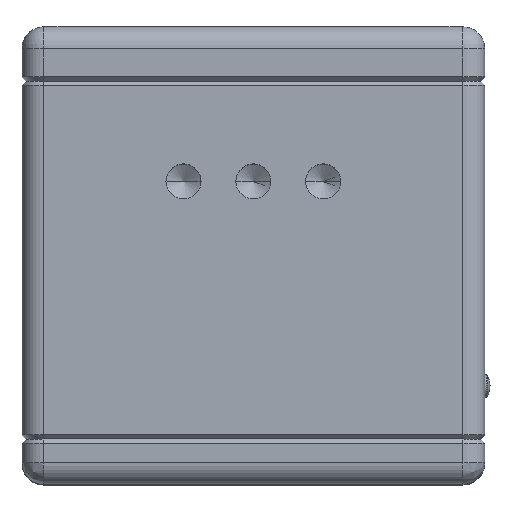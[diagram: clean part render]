
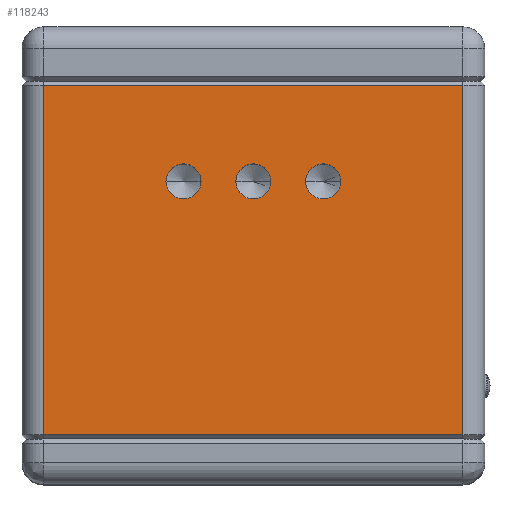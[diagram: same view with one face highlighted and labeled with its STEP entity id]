
A CAD part, top view. The second image highlights one B-rep face of the part: STEP entity #118243.
In plain terms, the highlighted face is planar.
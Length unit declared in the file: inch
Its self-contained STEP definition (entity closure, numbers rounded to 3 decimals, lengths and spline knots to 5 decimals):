
#1552 = AXIS2_PLACEMENT_3D ( 'NONE', #67182, #38287, #109076 ) ;
#3137 = VERTEX_POINT ( 'NONE', #130079 ) ;
#3280 = EDGE_CURVE ( 'NONE', #108237, #45608, #93482, .T. ) ;
#5935 = EDGE_LOOP ( 'NONE', ( #70306, #78182, #44874, #116782 ) ) ;
#7042 = FACE_BOUND ( 'NONE', #28153, .T. ) ;
#8298 = EDGE_CURVE ( 'NONE', #117796, #31124, #74752, .T. ) ;
#8643 = CARTESIAN_POINT ( 'NONE',  ( 2.525, 0.025, -2.4 ) ) ;
#10436 = AXIS2_PLACEMENT_3D ( 'NONE', #103750, #90721, #30303 ) ;
#10785 = CARTESIAN_POINT ( 'NONE',  ( 0.125, 2.05, -2.4 ) ) ;
#14688 = ORIENTED_EDGE ( 'NONE', *, *, #50894, .T. ) ;
#15061 = CARTESIAN_POINT ( 'NONE',  ( 1.0255, 0.575, -2.4 ) ) ;
#16010 = ORIENTED_EDGE ( 'NONE', *, *, #24938, .T. ) ;
#17765 = VERTEX_POINT ( 'NONE', #68127 ) ;
#21797 = DIRECTION ( 'NONE',  ( 0., -1., 0. ) ) ;
#21953 = AXIS2_PLACEMENT_3D ( 'NONE', #132211, #59980, #29798 ) ;
#23022 = CARTESIAN_POINT ( 'NONE',  ( 1.325, 0.575, -2.4 ) ) ;
#24236 = DIRECTION ( 'NONE',  ( 0., 0., 1. ) ) ;
#24776 = DIRECTION ( 'NONE',  ( 0., 0., 1. ) ) ;
#24938 = EDGE_CURVE ( 'NONE', #31124, #117796, #73685, .T. ) ;
#25488 = CARTESIAN_POINT ( 'NONE',  ( 1.2245, 0.575, -2.4 ) ) ;
#28153 = EDGE_LOOP ( 'NONE', ( #14688, #113669 ) ) ;
#28356 = EDGE_CURVE ( 'NONE', #45608, #35979, #62554, .T. ) ;
#28904 = AXIS2_PLACEMENT_3D ( 'NONE', #99752, #132787, #89424 ) ;
#29798 = DIRECTION ( 'NONE',  ( -1., 0., 0. ) ) ;
#30303 = DIRECTION ( 'NONE',  ( -1., 0., 0. ) ) ;
#31124 = VERTEX_POINT ( 'NONE', #25488 ) ;
#31255 = DIRECTION ( 'NONE',  ( -1., 0., 0. ) ) ;
#31909 = CARTESIAN_POINT ( 'NONE',  ( 1.6245, 0.575, -2.4 ) ) ;
#32520 = VECTOR ( 'NONE', #61209, 39.37008 ) ;
#35655 = CARTESIAN_POINT ( 'NONE',  ( 1.325, 0.575, -2.4 ) ) ;
#35979 = VERTEX_POINT ( 'NONE', #52114 ) ;
#38287 = DIRECTION ( 'NONE',  ( 0., 0., 1. ) ) ;
#38536 = FACE_BOUND ( 'NONE', #50799, .T. ) ;
#39575 = AXIS2_PLACEMENT_3D ( 'NONE', #23022, #125343, #31255 ) ;
#41927 = EDGE_CURVE ( 'NONE', #112885, #3137, #105214, .T. ) ;
#43204 = CARTESIAN_POINT ( 'NONE',  ( 0.125, 0.025, -2.4 ) ) ;
#44055 = CARTESIAN_POINT ( 'NONE',  ( 1.725, 0.575, -2.4 ) ) ;
#44874 = ORIENTED_EDGE ( 'NONE', *, *, #28356, .F. ) ;
#45608 = VERTEX_POINT ( 'NONE', #8643 ) ;
#50799 = EDGE_LOOP ( 'NONE', ( #16010, #113513 ) ) ;
#50894 = EDGE_CURVE ( 'NONE', #17765, #130309, #119898, .T. ) ;
#51561 = DIRECTION ( 'NONE',  ( 0., 1., 0. ) ) ;
#51652 = AXIS2_PLACEMENT_3D ( 'NONE', #35655, #24776, #118796 ) ;
#52114 = CARTESIAN_POINT ( 'NONE',  ( 2.525, 2.025, -2.4 ) ) ;
#59780 = DIRECTION ( 'NONE',  ( 1., 0., 0. ) ) ;
#59980 = DIRECTION ( 'NONE',  ( 0., 0., 1. ) ) ;
#60532 = CARTESIAN_POINT ( 'NONE',  ( 0., 0.025, -2.4 ) ) ;
#61209 = DIRECTION ( 'NONE',  ( 1., 0., 0. ) ) ;
#62554 = LINE ( 'NONE', #116197, #133521 ) ;
#64122 = EDGE_LOOP ( 'NONE', ( #112561, #82300 ) ) ;
#67182 = CARTESIAN_POINT ( 'NONE',  ( 0.925, 0.575, -2.4 ) ) ;
#68127 = CARTESIAN_POINT ( 'NONE',  ( 0.8245, 0.575, -2.4 ) ) ;
#69428 = CARTESIAN_POINT ( 'NONE',  ( 0., 2.025, -2.4 ) ) ;
#70306 = ORIENTED_EDGE ( 'NONE', *, *, #77772, .F. ) ;
#73685 = CIRCLE ( 'NONE', #51652, 0.1005 ) ;
#74752 = CIRCLE ( 'NONE', #39575, 0.1005 ) ;
#77772 = EDGE_CURVE ( 'NONE', #92055, #108237, #104801, .T. ) ;
#78182 = ORIENTED_EDGE ( 'NONE', *, *, #121681, .T. ) ;
#79366 = CIRCLE ( 'NONE', #28904, 0.1005 ) ;
#80445 = PLANE ( 'NONE',  #10436 ) ;
#81798 = FACE_BOUND ( 'NONE', #64122, .T. ) ;
#82300 = ORIENTED_EDGE ( 'NONE', *, *, #132173, .T. ) ;
#85605 = CARTESIAN_POINT ( 'NONE',  ( 0.125, 2.025, -2.4 ) ) ;
#85986 = DIRECTION ( 'NONE',  ( -1., 0., 0. ) ) ;
#89424 = DIRECTION ( 'NONE',  ( -1., 0., 0. ) ) ;
#90721 = DIRECTION ( 'NONE',  ( 0., 0., -1. ) ) ;
#92055 = VERTEX_POINT ( 'NONE', #85605 ) ;
#93482 = LINE ( 'NONE', #60532, #32520 ) ;
#96449 = CIRCLE ( 'NONE', #100818, 0.1005 ) ;
#97356 = CARTESIAN_POINT ( 'NONE',  ( 1.4255, 0.575, -2.4 ) ) ;
#97744 = VECTOR ( 'NONE', #21797, 39.37008 ) ;
#99752 = CARTESIAN_POINT ( 'NONE',  ( 0.925, 0.575, -2.4 ) ) ;
#100818 = AXIS2_PLACEMENT_3D ( 'NONE', #44055, #24236, #85986 ) ;
#101052 = FACE_OUTER_BOUND ( 'NONE', #5935, .T. ) ;
#102339 = LINE ( 'NONE', #69428, #133849 ) ;
#103750 = CARTESIAN_POINT ( 'NONE',  ( 0., 2.05, -2.4 ) ) ;
#104801 = LINE ( 'NONE', #10785, #97744 ) ;
#105214 = CIRCLE ( 'NONE', #21953, 0.1005 ) ;
#108237 = VERTEX_POINT ( 'NONE', #43204 ) ;
#109076 = DIRECTION ( 'NONE',  ( -1., 0., 0. ) ) ;
#112561 = ORIENTED_EDGE ( 'NONE', *, *, #41927, .T. ) ;
#112885 = VERTEX_POINT ( 'NONE', #31909 ) ;
#113513 = ORIENTED_EDGE ( 'NONE', *, *, #8298, .T. ) ;
#113669 = ORIENTED_EDGE ( 'NONE', *, *, #135560, .T. ) ;
#116197 = CARTESIAN_POINT ( 'NONE',  ( 2.525, 2.05, -2.4 ) ) ;
#116782 = ORIENTED_EDGE ( 'NONE', *, *, #3280, .F. ) ;
#117796 = VERTEX_POINT ( 'NONE', #97356 ) ;
#118243 = ADVANCED_FACE ( 'NONE', ( #101052, #7042, #38536, #81798 ), #80445, .T. ) ;
#118796 = DIRECTION ( 'NONE',  ( -1., 0., 0. ) ) ;
#119898 = CIRCLE ( 'NONE', #1552, 0.1005 ) ;
#121681 = EDGE_CURVE ( 'NONE', #92055, #35979, #102339, .T. ) ;
#125343 = DIRECTION ( 'NONE',  ( 0., 0., 1. ) ) ;
#130079 = CARTESIAN_POINT ( 'NONE',  ( 1.8255, 0.575, -2.4 ) ) ;
#130309 = VERTEX_POINT ( 'NONE', #15061 ) ;
#132173 = EDGE_CURVE ( 'NONE', #3137, #112885, #96449, .T. ) ;
#132211 = CARTESIAN_POINT ( 'NONE',  ( 1.725, 0.575, -2.4 ) ) ;
#132787 = DIRECTION ( 'NONE',  ( 0., 0., 1. ) ) ;
#133521 = VECTOR ( 'NONE', #51561, 39.37008 ) ;
#133849 = VECTOR ( 'NONE', #59780, 39.37008 ) ;
#135560 = EDGE_CURVE ( 'NONE', #130309, #17765, #79366, .T. ) ;
